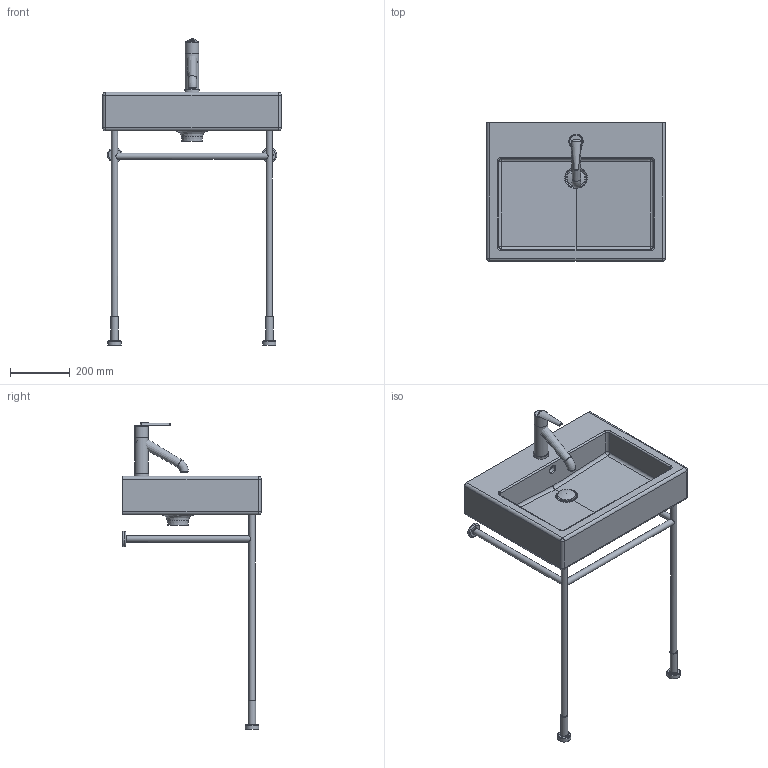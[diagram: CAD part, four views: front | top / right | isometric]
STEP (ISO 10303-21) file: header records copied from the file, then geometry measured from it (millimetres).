
FILE_DESCRIPTION((''),'2;1');
FILE_NAME('045460_0030631.stp','2008-11-19T06:19:23',('Huebner'),(''),'Autodesk Inventor 11','Autodesk Inventor 11','');
FILE_SCHEMA(('AUTOMOTIVE_DESIGN { 1 0 10303 214 1 1 1 1 }'));
Length unit declared in the file: millimetre
Products named in the file (10): 045460_0030631; Gestel720_520_465_Ableitung; 045460; Hebel150vorlage; hebel1; Hebel1_150neu; Neoperl; Griff; Stopfen; Kelch
Assembly tree (9 placements, depth 3):
  045460_0030631
    Gestel720_520_465_Ableitung
    045460
    Hebel150vorlage
      hebel1
      Hebel1_150neu
      Neoperl
      Griff
    Stopfen
    Kelch
Bounding box: 600 x 465 x 1029.34 mm (x, y, z)
Volume: 17027410.7 mm3; surface area: 1354517.9 mm2
Topology: 8 solids, 8 shells, 158 faces, 345 edges, 208 vertices
Faces by surface type: cylinder 57, plane 56, bspline 16, torus 15, cone 10, sphere 4
Full cylindrical faces by diameter (mm): 16 x1, 20 x3, 21 x5, 25 x3, 35 x2, 42 x1, 44 x1, 45 x3, 46 x1, 50 x3, 52 x1, 60 x1
Entity records: 6391 total; most frequent: CARTESIAN_POINT 2935, DIRECTION 724, ORIENTED_EDGE 566, AXIS2_PLACEMENT_3D 308, EDGE_CURVE 283, EDGE_LOOP 228, VERTEX_POINT 199, FACE_OUTER_BOUND 158
